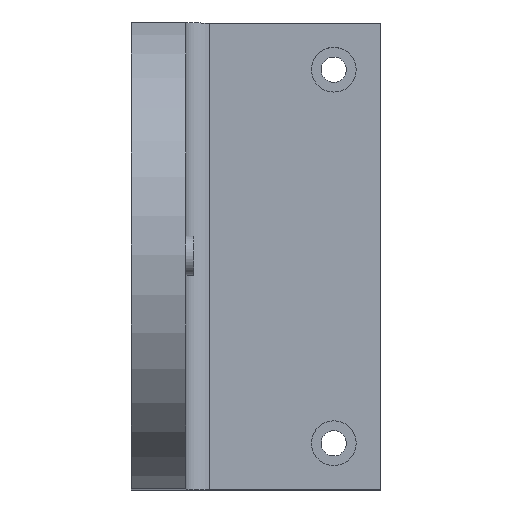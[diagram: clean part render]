
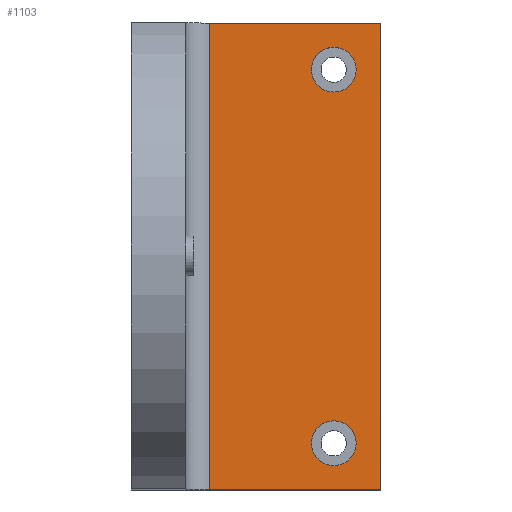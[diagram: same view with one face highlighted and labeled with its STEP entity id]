
A CAD part, top view. The second image highlights one B-rep face of the part: STEP entity #1103.
In plain terms, the highlighted planar face has unit normal (0, 0, 1).
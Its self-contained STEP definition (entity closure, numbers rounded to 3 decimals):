
#21=FACE_BOUND('',#177,.T.);
#22=FACE_BOUND('',#178,.T.);
#57=PLANE('',#1192);
#111=FACE_OUTER_BOUND('',#176,.T.);
#176=EDGE_LOOP('',(#897,#898,#899,#900));
#177=EDGE_LOOP('',(#901));
#178=EDGE_LOOP('',(#902));
#288=LINE('',#1700,#419);
#289=LINE('',#1704,#420);
#290=LINE('',#1706,#421);
#291=LINE('',#1707,#422);
#419=VECTOR('',#1390,10.);
#420=VECTOR('',#1395,10.);
#421=VECTOR('',#1396,10.);
#422=VECTOR('',#1397,10.);
#487=CIRCLE('',#1180,2.875);
#490=CIRCLE('',#1185,2.875);
#554=VERTEX_POINT('',#1679);
#557=VERTEX_POINT('',#1688);
#560=VERTEX_POINT('',#1697);
#561=VERTEX_POINT('',#1699);
#562=VERTEX_POINT('',#1703);
#563=VERTEX_POINT('',#1705);
#680=EDGE_CURVE('',#554,#554,#487,.T.);
#684=EDGE_CURVE('',#557,#557,#490,.T.);
#689=EDGE_CURVE('',#560,#561,#288,.T.);
#691=EDGE_CURVE('',#560,#562,#289,.T.);
#692=EDGE_CURVE('',#563,#562,#290,.T.);
#693=EDGE_CURVE('',#561,#563,#291,.T.);
#897=ORIENTED_EDGE('',*,*,#689,.F.);
#898=ORIENTED_EDGE('',*,*,#691,.T.);
#899=ORIENTED_EDGE('',*,*,#692,.F.);
#900=ORIENTED_EDGE('',*,*,#693,.F.);
#901=ORIENTED_EDGE('',*,*,#680,.T.);
#902=ORIENTED_EDGE('',*,*,#684,.T.);
#1103=ADVANCED_FACE('',(#111,#21,#22),#57,.T.);
#1180=AXIS2_PLACEMENT_3D('',#1680,#1366,#1367);
#1185=AXIS2_PLACEMENT_3D('',#1689,#1377,#1378);
#1192=AXIS2_PLACEMENT_3D('',#1702,#1393,#1394);
#1366=DIRECTION('center_axis',(0.,0.,-1.));
#1367=DIRECTION('ref_axis',(-1.,0.,0.));
#1377=DIRECTION('center_axis',(0.,0.,-1.));
#1378=DIRECTION('ref_axis',(-1.,0.,0.));
#1390=DIRECTION('',(0.,1.,0.));
#1393=DIRECTION('center_axis',(0.,0.,1.));
#1394=DIRECTION('ref_axis',(0.,-1.,0.));
#1395=DIRECTION('',(1.,0.,0.));
#1396=DIRECTION('',(0.,-1.,0.));
#1397=DIRECTION('',(1.,0.,0.));
#1679=CARTESIAN_POINT('',(3.875,-24.,7.));
#1680=CARTESIAN_POINT('Origin',(1.,-24.,7.));
#1688=CARTESIAN_POINT('',(3.875,24.,7.));
#1689=CARTESIAN_POINT('Origin',(1.,24.,7.));
#1697=CARTESIAN_POINT('',(-15.,-30.,7.));
#1699=CARTESIAN_POINT('',(-15.,30.,7.));
#1700=CARTESIAN_POINT('',(-15.,15.,7.));
#1702=CARTESIAN_POINT('Origin',(-18.,30.,7.));
#1703=CARTESIAN_POINT('',(7.,-30.,7.));
#1704=CARTESIAN_POINT('',(-18.,-30.,7.));
#1705=CARTESIAN_POINT('',(7.,30.,7.));
#1706=CARTESIAN_POINT('',(7.,30.,7.));
#1707=CARTESIAN_POINT('',(-18.,30.,7.));
